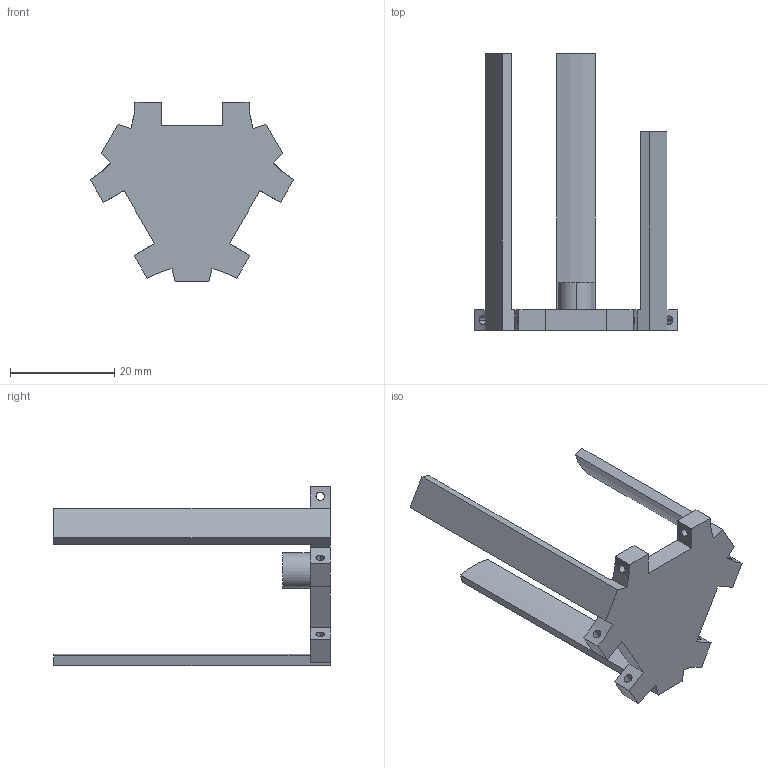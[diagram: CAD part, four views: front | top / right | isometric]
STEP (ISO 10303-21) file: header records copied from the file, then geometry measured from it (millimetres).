
FILE_DESCRIPTION (( 'STEP AP214' ), '1' );
FILE_NAME ('top plate.STEP', '2024-07-09T02:16:36', ( '' ), ( '' ), 'SwSTEP 2.0', 'SolidWorks 2023', '' );
FILE_SCHEMA (( 'AUTOMOTIVE_DESIGN' ));
Length unit declared in the file: millimetre
Products named in the file (1): top plate
Bounding box: 39 x 53.02 x 34.45 mm (x, y, z)
Volume: 5278.5 mm3; surface area: 4833.5 mm2
Topology: 1 solids, 1 shells, 53 faces, 150 edges, 100 vertices
Faces by surface type: plane 30, cylinder 23
Entity records: 1909 total; most frequent: CARTESIAN_POINT 472, ORIENTED_EDGE 300, DIRECTION 280, EDGE_CURVE 150, LINE 104, VECTOR 104, VERTEX_POINT 100, AXIS2_PLACEMENT_3D 88
